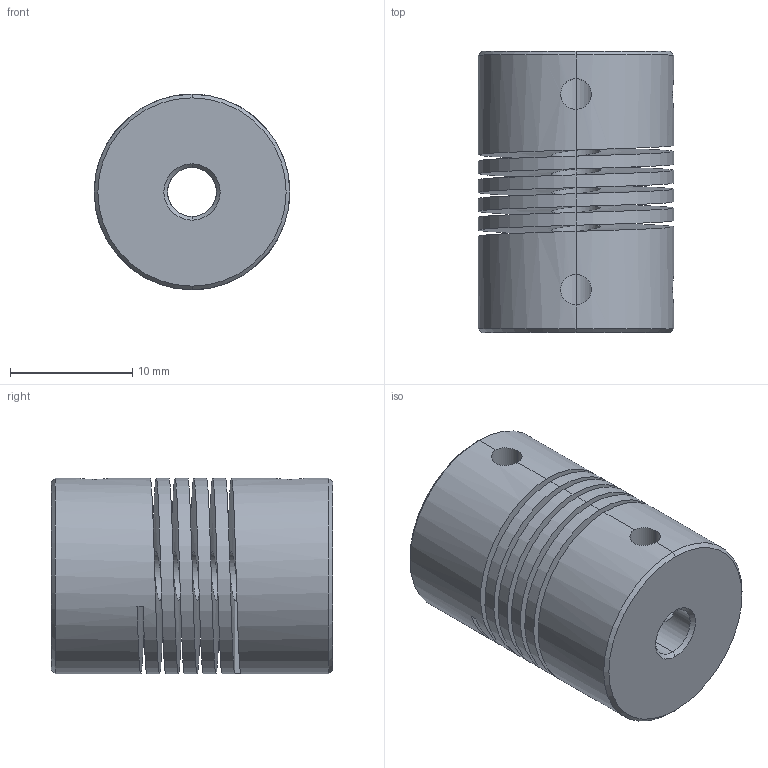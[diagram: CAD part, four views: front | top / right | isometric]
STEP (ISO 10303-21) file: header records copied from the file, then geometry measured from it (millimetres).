
FILE_DESCRIPTION (( 'STEP AP214' ), '1' );
FILE_NAME ('Flexible coupling 4x4mm薊粣ん.step', '2016-10-28T04:15:19', ( 'dell' ), ( '' ), 'SwSTEP 2.0', 'SolidWorks 2013', '' );
FILE_SCHEMA (( 'AUTOMOTIVE_DESIGN' ));
Length unit declared in the file: millimetre
Products named in the file (1): Flexible coupling 4x4mm薊粣ん
Bounding box: 16 x 23 x 16 mm (x, y, z)
Volume: 3720.3 mm3; surface area: 3758.8 mm2
Topology: 1 solids, 1 shells, 46 faces, 138 edges, 88 vertices
Faces by surface type: cylinder 32, cone 8, plane 4, bspline 2
Entity records: 2474 total; most frequent: CARTESIAN_POINT 1281, ORIENTED_EDGE 276, DIRECTION 170, EDGE_CURVE 138, VERTEX_POINT 88, AXIS2_PLACEMENT_3D 61, EDGE_LOOP 52, VECTOR 48
